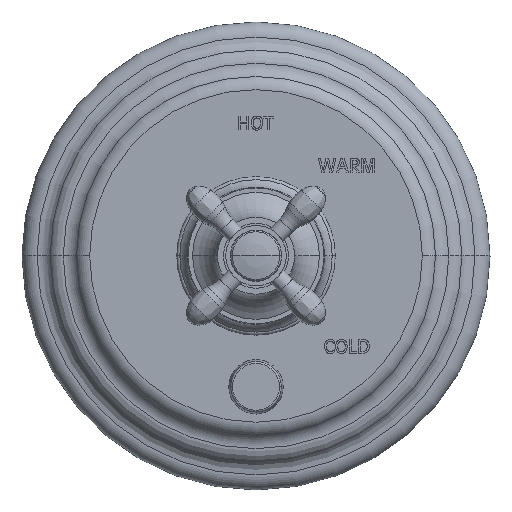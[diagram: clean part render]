
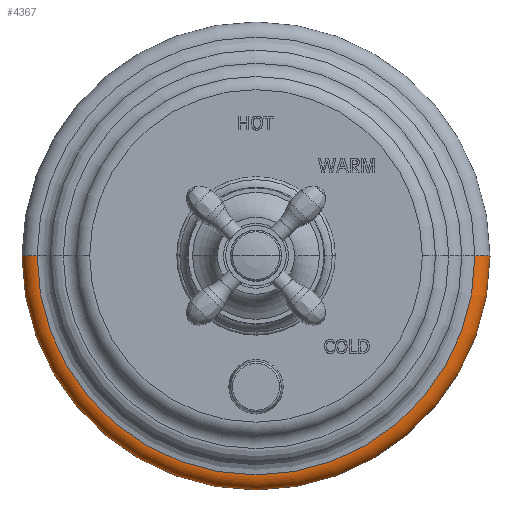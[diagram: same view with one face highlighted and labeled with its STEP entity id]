
A CAD part, top view. The second image highlights one B-rep face of the part: STEP entity #4367.
In plain terms, the highlighted toroidal (fillet/blend) face has major radius 92.075 mm and minor radius 6.35 mm.
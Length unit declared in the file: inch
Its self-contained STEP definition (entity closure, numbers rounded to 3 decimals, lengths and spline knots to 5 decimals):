
#2=CARTESIAN_POINT('',(0.,0.,0.));
#3=DIRECTION('',(0.,0.,-1.));
#4=DIRECTION('',(1.,0.,0.));
#5=AXIS2_PLACEMENT_3D('',#2,#3,#4);
#12=CARTESIAN_POINT('',(3.625,0.,0.));
#13=DIRECTION('',(0.,-1.,0.));
#14=DIRECTION('',(1.,0.,0.));
#15=AXIS2_PLACEMENT_3D('',#12,#13,#14);
#17=CARTESIAN_POINT('',(-3.625,0.,0.));
#18=DIRECTION('',(0.,1.,0.));
#19=DIRECTION('',(-1.,0.,0.));
#20=AXIS2_PLACEMENT_3D('',#17,#18,#19);
#37=CARTESIAN_POINT('',(0.,0.,0.25));
#38=DIRECTION('',(0.,0.,-1.));
#39=DIRECTION('',(1.,0.,0.));
#40=AXIS2_PLACEMENT_3D('',#37,#38,#39);
#3606=CARTESIAN_POINT('',(3.625,0.,0.25));
#3608=VERTEX_POINT('',#3606);
#3616=CARTESIAN_POINT('',(-3.625,0.,0.25));
#3618=VERTEX_POINT('',#3616);
#4078=CARTESIAN_POINT('',(3.875,0.,0.));
#4079=CARTESIAN_POINT('',(-3.875,0.,0.));
#4080=VERTEX_POINT('',#4078);
#4081=VERTEX_POINT('',#4079);
#4352=CARTESIAN_POINT('',(0.,0.,0.));
#4353=DIRECTION('',(0.,0.,-1.));
#4354=DIRECTION('',(-1.,0.,0.));
#4355=AXIS2_PLACEMENT_3D('',#4352,#4353,#4354);
#4356=TOROIDAL_SURFACE('',#4355,3.625,0.25);
#4358=ORIENTED_EDGE('',*,*,#4357,.T.);
#4360=ORIENTED_EDGE('',*,*,#4359,.T.);
#4362=ORIENTED_EDGE('',*,*,#4361,.F.);
#4364=ORIENTED_EDGE('',*,*,#4363,.F.);
#4365=EDGE_LOOP('',(#4358,#4360,#4362,#4364));
#4366=FACE_OUTER_BOUND('',#4365,.F.);
#4367=ADVANCED_FACE('',(#4366),#4356,.T.);
#6=CIRCLE('',#5,3.875);
#16=CIRCLE('',#15,0.25);
#21=CIRCLE('',#20,0.25);
#41=CIRCLE('',#40,3.625);
#4357=EDGE_CURVE('',#4080,#4081,#6,.T.);
#4359=EDGE_CURVE('',#4081,#3618,#21,.T.);
#4361=EDGE_CURVE('',#3608,#3618,#41,.T.);
#4363=EDGE_CURVE('',#4080,#3608,#16,.T.);
